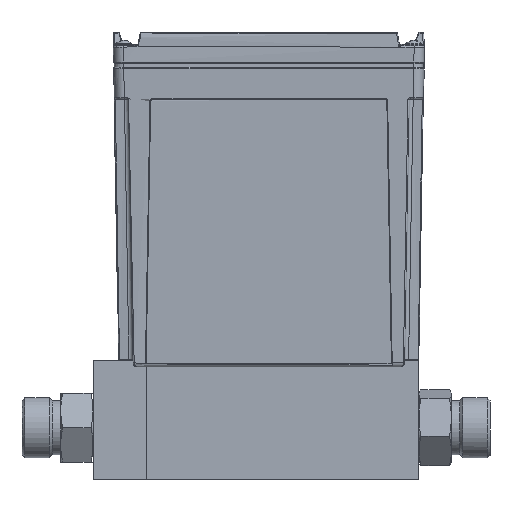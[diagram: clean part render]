
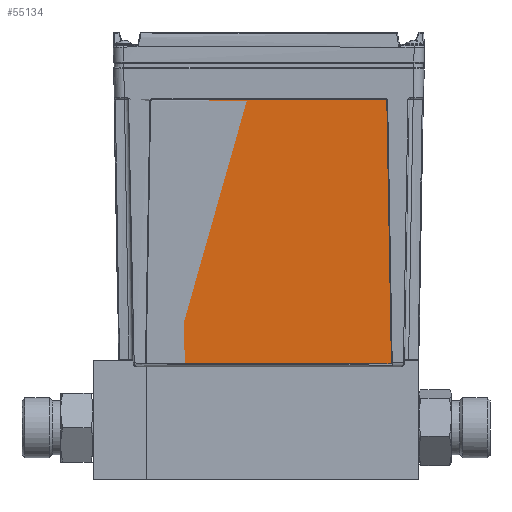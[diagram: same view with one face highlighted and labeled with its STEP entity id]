
A CAD part, top view. The second image highlights one B-rep face of the part: STEP entity #55134.
In plain terms, the highlighted planar face has unit normal (0, -0.018, 1).
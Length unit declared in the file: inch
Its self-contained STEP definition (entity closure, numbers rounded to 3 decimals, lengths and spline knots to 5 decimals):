
#2092 = CARTESIAN_POINT ( 'NONE',  ( 0.78024, 0.81221, 0.96308 ) ) ;
#2098 = CARTESIAN_POINT ( 'NONE',  ( 0.78242, 0.81368, 0.9631 ) ) ;
#2264 = CARTESIAN_POINT ( 'NONE',  ( 0.79017, 0.82711, 0.96334 ) ) ;
#2328 = CARTESIAN_POINT ( 'NONE',  ( 0.78534, 0.81644, 0.96315 ) ) ;
#2352 = CARTESIAN_POINT ( 'NONE',  ( 0.78616, 0.81746, 0.96317 ) ) ;
#2578 = CARTESIAN_POINT ( 'NONE',  ( 0.78824, 0.82092, 0.96323 ) ) ;
#2676 = CARTESIAN_POINT ( 'NONE',  ( 0.78969, 0.82452, 0.96329 ) ) ;
#2839 = CARTESIAN_POINT ( 'NONE',  ( 0.78349, 0.81458, 0.96312 ) ) ;
#3048 = CARTESIAN_POINT ( 'NONE',  ( 0.77015, 0.80953, 0.96303 ) ) ;
#3343 = CARTESIAN_POINT ( 'NONE',  ( 0.77909, 0.81159, 0.96307 ) ) ;
#3606 = CARTESIAN_POINT ( 'NONE',  ( 0.77546, 0.81009, 0.96304 ) ) ;
#3660 = CARTESIAN_POINT ( 'NONE',  ( 0.77286, 0.80956, 0.96303 ) ) ;
#3729 = CARTESIAN_POINT ( 'NONE',  ( 0.79014, 0.82988, 0.96339 ) ) ;
#3771 = CARTESIAN_POINT ( 'NONE',  ( -2.67685, 4.63895, 1.02987 ) ) ;
#3775 = CARTESIAN_POINT ( 'NONE',  ( -2.67944, 4.63893, 1.02987 ) ) ;
#3936 = CARTESIAN_POINT ( 'NONE',  ( 0.78759, 0.81966, 0.96321 ) ) ;
#8210 = B_SPLINE_CURVE_WITH_KNOTS ( 'NONE', 3,
 ( #46081, #46079, #46077, #46075, #46071, #46067, #46059, #46056, #46053, #46050, #46039, #46850, #47006, #46858, #46106, #46958 ),
 .UNSPECIFIED., .F., .F.,
 ( 4, 2, 2, 2, 1, 1, 2, 2, 4 ),
 ( 0., 0.25, 0.375, 0.5, 0.625, 0.6875, 0.71875, 0.75, 1. ),
 .UNSPECIFIED. ) ;
#10966 = EDGE_LOOP ( 'NONE', ( #11249, #11787, #11176, #11332, #11850, #11896, #11897, #11435 ) ) ;
#11176 = ORIENTED_EDGE ( 'NONE', *, *, #13237, .T. ) ;
#11249 = ORIENTED_EDGE ( 'NONE', *, *, #13099, .T. ) ;
#11332 = ORIENTED_EDGE ( 'NONE', *, *, #13034, .T. ) ;
#11435 = ORIENTED_EDGE ( 'NONE', *, *, #13060, .T. ) ;
#11787 = ORIENTED_EDGE ( 'NONE', *, *, #13094, .T. ) ;
#11850 = ORIENTED_EDGE ( 'NONE', *, *, #13078, .T. ) ;
#11896 = ORIENTED_EDGE ( 'NONE', *, *, #13266, .T. ) ;
#11897 = ORIENTED_EDGE ( 'NONE', *, *, #13173, .T. ) ;
#13034 = EDGE_CURVE ( 'NONE', #41709, #41674, #23747, .T. ) ;
#13060 = EDGE_CURVE ( 'NONE', #41712, #41698, #23791, .T. ) ;
#13078 = EDGE_CURVE ( 'NONE', #41674, #41723, #20288, .T. ) ;
#13094 = EDGE_CURVE ( 'NONE', #41673, #41689, #17477, .T. ) ;
#13099 = EDGE_CURVE ( 'NONE', #41698, #41673, #20276, .T. ) ;
#13173 = EDGE_CURVE ( 'NONE', #41713, #41712, #61764, .T. ) ;
#13237 = EDGE_CURVE ( 'NONE', #41689, #41709, #46709, .T. ) ;
#13266 = EDGE_CURVE ( 'NONE', #41723, #41713, #8210, .T. ) ;
#15618 = VECTOR ( 'NONE', #61777, 39.37008 ) ;
#15729 = VECTOR ( 'NONE', #47309, 39.37008 ) ;
#16424 = AXIS2_PLACEMENT_3D ( 'NONE', #19927, #19929, #19931 ) ;
#16945 = VECTOR ( 'NONE', #19576, 39.37008 ) ;
#17348 = VECTOR ( 'NONE', #20279, 39.37008 ) ;
#17477 = CIRCLE ( 'NONE', #16424, 0.02 ) ;
#19552 = CARTESIAN_POINT ( 'NONE',  ( -2.68541, 4.63706, 1.02984 ) ) ;
#19576 = DIRECTION ( 'NONE',  ( -0.017, 1., 0.017 ) ) ;
#19927 = CARTESIAN_POINT ( 'NONE',  ( -2.74315, 0.82953, 0.96338 ) ) ;
#19929 = DIRECTION ( 'NONE',  ( 0., -0.017, 1. ) ) ;
#19931 = DIRECTION ( 'NONE',  ( 0., 1., 0.017 ) ) ;
#20276 = LINE ( 'NONE', #20277, #17348 ) ;
#20277 = CARTESIAN_POINT ( 'NONE',  ( -2.69684, 4.6193, 1.02953 ) ) ;
#20279 = DIRECTION ( 'NONE',  ( -0.017, -1., -0.017 ) ) ;
#20288 = LINE ( 'NONE', #20629, #16945 ) ;
#20629 = CARTESIAN_POINT ( 'NONE',  ( 0.79014, 0.82988, 0.96339 ) ) ;
#21273 = CARTESIAN_POINT ( 'NONE',  ( -2.69678, 4.6219, 1.02958 ) ) ;
#21348 = CARTESIAN_POINT ( 'NONE',  ( -2.69522, 4.62685, 1.02966 ) ) ;
#21609 = CARTESIAN_POINT ( 'NONE',  ( -2.69628, 4.62432, 1.02962 ) ) ;
#21614 = CARTESIAN_POINT ( 'NONE',  ( -2.69507, 4.6272, 1.02967 ) ) ;
#21632 = CARTESIAN_POINT ( 'NONE',  ( -2.68655, 4.63649, 1.02983 ) ) ;
#21669 = CARTESIAN_POINT ( 'NONE',  ( -2.68191, 4.63845, 1.02987 ) ) ;
#21730 = CARTESIAN_POINT ( 'NONE',  ( -2.68879, 4.63505, 1.02981 ) ) ;
#21809 = CARTESIAN_POINT ( 'NONE',  ( -2.69477, 4.62782, 1.02968 ) ) ;
#21874 = CARTESIAN_POINT ( 'NONE',  ( -2.69684, 4.6193, 1.02953 ) ) ;
#21907 = CARTESIAN_POINT ( 'NONE',  ( -2.68991, 4.63415, 1.02979 ) ) ;
#21910 = CARTESIAN_POINT ( 'NONE',  ( -2.69182, 4.63229, 1.02976 ) ) ;
#21917 = CARTESIAN_POINT ( 'NONE',  ( -2.6931, 4.63076, 1.02973 ) ) ;
#21959 = CARTESIAN_POINT ( 'NONE',  ( -2.69431, 4.62874, 1.0297 ) ) ;
#23747 = B_SPLINE_CURVE_WITH_KNOTS ( 'NONE', 3,
 ( #3048, #3660, #3606, #3343, #2092, #2098, #2839, #2328, #2352, #3936, #2578, #2676, #2264, #3729 ),
 .UNSPECIFIED., .F., .F.,
 ( 4, 2, 2, 2, 2, 2, 4 ),
 ( 0., 0.25, 0.375, 0.5, 0.625, 0.75, 1. ),
 .UNSPECIFIED. ) ;
#23791 = B_SPLINE_CURVE_WITH_KNOTS ( 'NONE', 3,
 ( #3771, #3775, #21669, #19552, #21632, #21730, #21907, #21910, #21917, #21959, #21809, #21614, #21348, #21609, #21273, #21874 ),
 .UNSPECIFIED., .F., .F.,
 ( 4, 2, 2, 2, 1, 1, 2, 2, 4 ),
 ( 0., 0.25, 0.375, 0.5, 0.625, 0.6875, 0.71875, 0.75, 1. ),
 .UNSPECIFIED. ) ;
#33401 = CARTESIAN_POINT ( 'NONE',  ( -2.76314, 0.82988, 0.96339 ) ) ;
#33404 = CARTESIAN_POINT ( 'NONE',  ( 0.79014, 0.82988, 0.96339 ) ) ;
#33442 = CARTESIAN_POINT ( 'NONE',  ( -2.74315, 0.80953, 0.96303 ) ) ;
#33479 = CARTESIAN_POINT ( 'NONE',  ( -2.69684, 4.6193, 1.02953 ) ) ;
#33511 = CARTESIAN_POINT ( 'NONE',  ( 0.77015, 0.80953, 0.96303 ) ) ;
#33516 = CARTESIAN_POINT ( 'NONE',  ( -2.67685, 4.63895, 1.02987 ) ) ;
#33519 = CARTESIAN_POINT ( 'NONE',  ( 0.70385, 4.63895, 1.02987 ) ) ;
#33542 = CARTESIAN_POINT ( 'NONE',  ( 0.72384, 4.6193, 1.02953 ) ) ;
#41673 = VERTEX_POINT ( 'NONE', #33401 ) ;
#41674 = VERTEX_POINT ( 'NONE', #33404 ) ;
#41689 = VERTEX_POINT ( 'NONE', #33442 ) ;
#41698 = VERTEX_POINT ( 'NONE', #33479 ) ;
#41709 = VERTEX_POINT ( 'NONE', #33511 ) ;
#41712 = VERTEX_POINT ( 'NONE', #33516 ) ;
#41713 = VERTEX_POINT ( 'NONE', #33519 ) ;
#41723 = VERTEX_POINT ( 'NONE', #33542 ) ;
#46039 = CARTESIAN_POINT ( 'NONE',  ( 0.71241, 4.63703, 1.02984 ) ) ;
#46050 = CARTESIAN_POINT ( 'NONE',  ( 0.71333, 4.63658, 1.02983 ) ) ;
#46053 = CARTESIAN_POINT ( 'NONE',  ( 0.71537, 4.6354, 1.02981 ) ) ;
#46056 = CARTESIAN_POINT ( 'NONE',  ( 0.71692, 4.63415, 1.02979 ) ) ;
#46059 = CARTESIAN_POINT ( 'NONE',  ( 0.71881, 4.63228, 1.02976 ) ) ;
#46067 = CARTESIAN_POINT ( 'NONE',  ( 0.71974, 4.63117, 1.02974 ) ) ;
#46071 = CARTESIAN_POINT ( 'NONE',  ( 0.72122, 4.62896, 1.0297 ) ) ;
#46075 = CARTESIAN_POINT ( 'NONE',  ( 0.72181, 4.62783, 1.02968 ) ) ;
#46077 = CARTESIAN_POINT ( 'NONE',  ( 0.72326, 4.62435, 1.02962 ) ) ;
#46079 = CARTESIAN_POINT ( 'NONE',  ( 0.72378, 4.6219, 1.02958 ) ) ;
#46081 = CARTESIAN_POINT ( 'NONE',  ( 0.72384, 4.6193, 1.02953 ) ) ;
#46106 = CARTESIAN_POINT ( 'NONE',  ( 0.70645, 4.63893, 1.02987 ) ) ;
#46709 = LINE ( 'NONE', #47311, #15729 ) ;
#46850 = CARTESIAN_POINT ( 'NONE',  ( 0.71178, 4.63731, 1.02985 ) ) ;
#46858 = CARTESIAN_POINT ( 'NONE',  ( 0.70888, 4.63847, 1.02987 ) ) ;
#46958 = CARTESIAN_POINT ( 'NONE',  ( 0.70385, 4.63895, 1.02987 ) ) ;
#47006 = CARTESIAN_POINT ( 'NONE',  ( 0.71142, 4.63746, 1.02985 ) ) ;
#47309 = DIRECTION ( 'NONE',  ( 1., 0., 0. ) ) ;
#47311 = CARTESIAN_POINT ( 'NONE',  ( -0.9865, 0.80953, 0.96303 ) ) ;
#48564 = AXIS2_PLACEMENT_3D ( 'NONE', #57156, #57157, #57158 ) ;
#55134 = ADVANCED_FACE ( 'NONE', ( #57124 ), #57154, .T. ) ;
#57124 = FACE_OUTER_BOUND ( 'NONE', #10966, .T. ) ;
#57154 = PLANE ( 'NONE',  #48564 ) ;
#57156 = CARTESIAN_POINT ( 'NONE',  ( -0.9865, 4.63895, 1.02987 ) ) ;
#57157 = DIRECTION ( 'NONE',  ( 0., -0.017, 1. ) ) ;
#57158 = DIRECTION ( 'NONE',  ( 0., -1., -0.017 ) ) ;
#61764 = LINE ( 'NONE', #61778, #15618 ) ;
#61777 = DIRECTION ( 'NONE',  ( -1., 0., 0. ) ) ;
#61778 = CARTESIAN_POINT ( 'NONE',  ( -0.9865, 4.63895, 1.02987 ) ) ;
